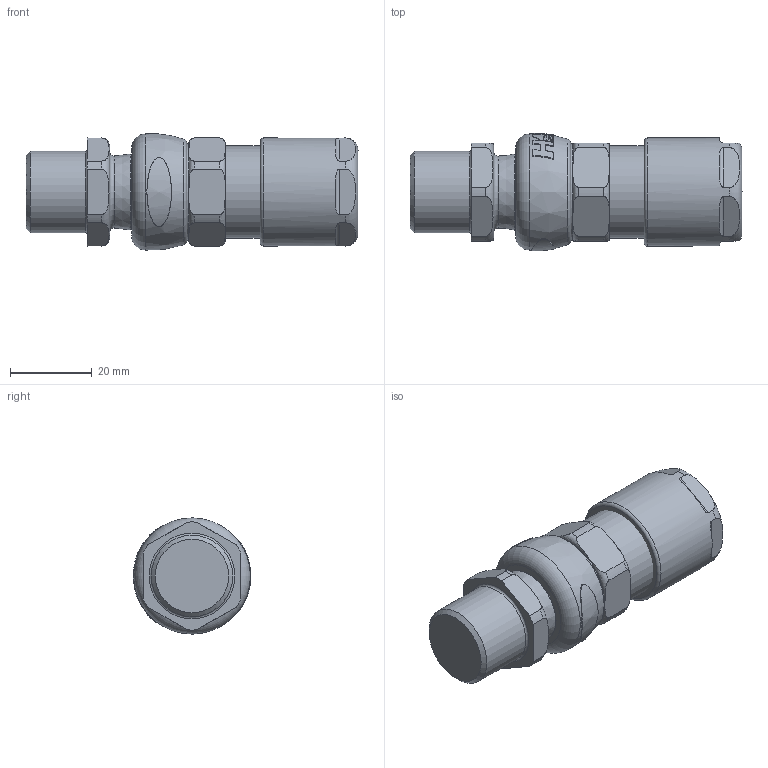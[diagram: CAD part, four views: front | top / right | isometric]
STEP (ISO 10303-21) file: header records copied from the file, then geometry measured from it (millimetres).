
FILE_DESCRIPTION(/* description */ (''),/* implementation_level */ '2;1');
FILE_NAME(/* name */ '501_453_UNIV_X O.stp',/* time_stamp */ '2020-06-22T16:34:39+05:00',/* author */ ('jgandhi'),/* organization */ (''),/* preprocessor_version */ 'ST-DEVELOPER v18',/* originating_system */ 'Autodesk Inventor 2020',/* authorisation */ '');
FILE_SCHEMA (('AUTOMOTIVE_DESIGN { 1 0 10303 214 3 1 1 }'));
Length unit declared in the file: millimetre
Products named in the file (1): 501_453_UNIV_X 
Bounding box: 81.4 x 28.86 x 28.5 mm (x, y, z)
Volume: 59881 mm3; surface area: 21563 mm2
Topology: 10 solids, 10 shells, 671 faces, 1881 edges, 1264 vertices
Faces by surface type: plane 259, torus 121, cylinder 106, cone 99, bspline 86
Full cylindrical faces by diameter (mm): 6.5 x1, 12.5 x1, 12.6 x1, 13.9 x1, 14 x2, 14.7 x2, 15.6 x3, 16 x1, 17.1 x1, 18 x2, 19 x6, 20 x1, 20.638 x1, 22.6 x1, 23 x1, 23.65 x1, 24 x1, 26.5 x1
Entity records: 26941 total; most frequent: CARTESIAN_POINT 9986, ORIENTED_EDGE 3756, DIRECTION 2999, EDGE_CURVE 1878, VERTEX_POINT 1258, AXIS2_PLACEMENT_3D 1251, EDGE_LOOP 708, STYLED_ITEM 684
